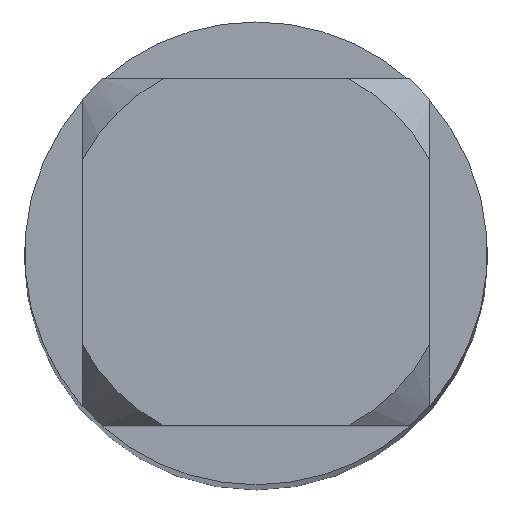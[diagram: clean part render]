
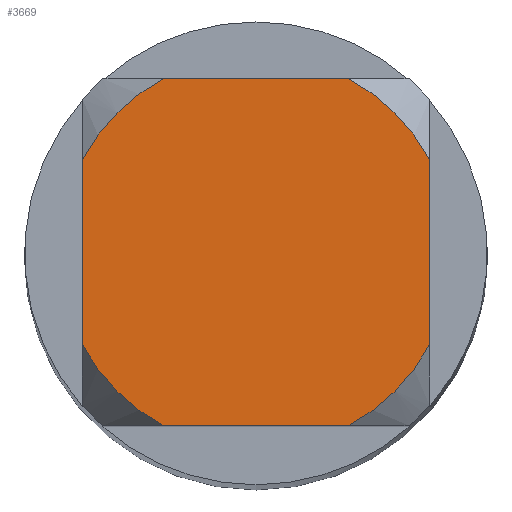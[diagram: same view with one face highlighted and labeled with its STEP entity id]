
A CAD part, top view. The second image highlights one B-rep face of the part: STEP entity #3669.
In plain terms, the highlighted planar face has unit normal (0, 0, 1).
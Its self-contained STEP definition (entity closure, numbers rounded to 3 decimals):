
#2997=EDGE_CURVE('',#6143,#5325,#8102,.T.);
#3289=VERTEX_POINT('',#8418);
#3499=EDGE_CURVE('',#3503,#3289,#8647,.T.);
#3503=VERTEX_POINT('',#8651);
#3555=EDGE_CURVE('',#3633,#4567,#8707,.T.);
#3607=EDGE_CURVE('',#5199,#4567,#8763,.T.);
#3633=VERTEX_POINT('',#8790);
#3669=ADVANCED_FACE('',(#8830),#8831,.T.);
#4567=VERTEX_POINT('',#9805);
#4961=EDGE_CURVE('',#6143,#7327,#10241,.T.);
#5199=VERTEX_POINT('',#10499);
#5325=VERTEX_POINT('',#10640);
#6047=EDGE_CURVE('',#3633,#3289,#11432,.T.);
#6093=EDGE_CURVE('',#5199,#5325,#11482,.T.);
#6143=VERTEX_POINT('',#11535);
#6277=EDGE_CURVE('',#3503,#7327,#11677,.T.);
#7327=VERTEX_POINT('',#12803);
#8102=LINE('',#14019,#14020);
#8418=CARTESIAN_POINT('',(-1.5,-0.8,0.0));
#8647=CIRCLE('',#15082,1.7);
#8651=CARTESIAN_POINT('',(-0.8,-1.5,0.0));
#8707=CIRCLE('',#15202,1.7);
#8763=LINE('',#15302,#15303);
#8790=CARTESIAN_POINT('',(-1.5,0.8,0.0));
#8830=FACE_OUTER_BOUND('',#15402,.T.);
#8831=PLANE('',#15403);
#9805=CARTESIAN_POINT('',(-0.8,1.5,0.0));
#10241=CIRCLE('',#18061,1.7);
#10499=CARTESIAN_POINT('',(0.8,1.5,0.0));
#10640=CARTESIAN_POINT('',(1.5,0.8,0.0));
#11432=LINE('',#20221,#20222);
#11482=CIRCLE('',#20333,1.7);
#11535=CARTESIAN_POINT('',(1.5,-0.8,0.0));
#11677=LINE('',#20703,#20704);
#12803=CARTESIAN_POINT('',(0.8,-1.5,0.0));
#14019=CARTESIAN_POINT('',(1.5,0.425,0.0));
#14020=VECTOR('',#24053,1.0);
#15082=AXIS2_PLACEMENT_3D('',#24735,#24736,#24737);
#15202=AXIS2_PLACEMENT_3D('',#24784,#24785,#24786);
#15302=CARTESIAN_POINT('',(0.0,1.5,0.0));
#15303=VECTOR('',#24844,1.0);
#15402=EDGE_LOOP('',(#24893,#24894,#24895,#24896,#24897,#24898,#24899,#24900));
#15403=AXIS2_PLACEMENT_3D('',#24901,#24902,#24903);
#18061=AXIS2_PLACEMENT_3D('',#26440,#26441,#26442);
#20221=CARTESIAN_POINT('',(-1.5,0.425,0.0));
#20222=VECTOR('',#27803,1.0);
#20333=AXIS2_PLACEMENT_3D('',#27849,#27850,#27851);
#20703=CARTESIAN_POINT('',(0.0,-1.5,0.0));
#20704=VECTOR('',#28003,1.0);
#24053=DIRECTION('',(-0.0,1.0,0.0));
#24735=CARTESIAN_POINT('',(0.0,0.0,0.0));
#24736=DIRECTION('',(0.0,0.0,-1.0));
#24737=DIRECTION('',(0.0,1.0,0.0));
#24784=CARTESIAN_POINT('',(0.0,0.0,0.0));
#24785=DIRECTION('',(0.0,0.0,-1.0));
#24786=DIRECTION('',(0.0,1.0,0.0));
#24844=DIRECTION('',(-1.0,0.0,0.0));
#24893=ORIENTED_EDGE('',*,*,#6047,.T.);
#24894=ORIENTED_EDGE('',*,*,#3499,.F.);
#24895=ORIENTED_EDGE('',*,*,#6277,.T.);
#24896=ORIENTED_EDGE('',*,*,#4961,.F.);
#24897=ORIENTED_EDGE('',*,*,#2997,.T.);
#24898=ORIENTED_EDGE('',*,*,#6093,.F.);
#24899=ORIENTED_EDGE('',*,*,#3607,.T.);
#24900=ORIENTED_EDGE('',*,*,#3555,.F.);
#24901=CARTESIAN_POINT('',(0.0,0.85,0.0));
#24902=DIRECTION('',(-0.0,0.0,1.0));
#24903=DIRECTION('',(0.0,-1.0,0.0));
#26440=CARTESIAN_POINT('',(0.0,0.0,0.0));
#26441=DIRECTION('',(0.0,0.0,-1.0));
#26442=DIRECTION('',(0.0,1.0,0.0));
#27803=DIRECTION('',(-0.0,-1.0,0.0));
#27849=CARTESIAN_POINT('',(0.0,0.0,0.0));
#27850=DIRECTION('',(0.0,0.0,-1.0));
#27851=DIRECTION('',(0.0,1.0,0.0));
#28003=DIRECTION('',(1.0,0.0,0.0));
